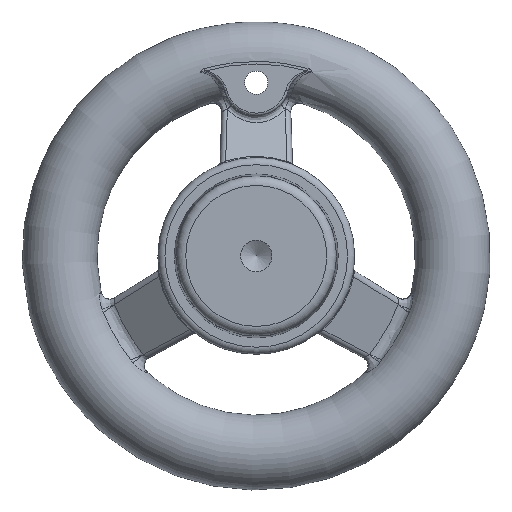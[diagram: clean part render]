
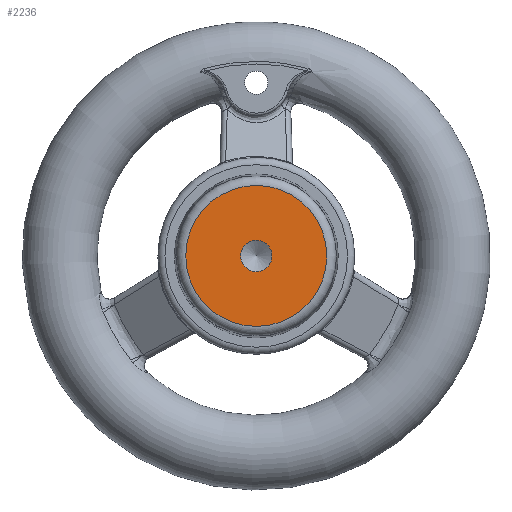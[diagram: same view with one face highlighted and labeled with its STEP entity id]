
A CAD part, front view. The second image highlights one B-rep face of the part: STEP entity #2236.
In plain terms, the highlighted planar face has unit normal (0, -1, 0).
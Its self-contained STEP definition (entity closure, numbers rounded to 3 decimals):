
#378=PLANE('',#2403);
#415=FACE_BOUND('',#623,.T.);
#460=FACE_OUTER_BOUND('',#622,.T.);
#622=EDGE_LOOP('',(#1510));
#623=EDGE_LOOP('',(#1511));
#794=CIRCLE('',#2399,3.35);
#795=CIRCLE('',#2401,15.055);
#930=VERTEX_POINT('',#3085);
#931=VERTEX_POINT('',#3088);
#1143=EDGE_CURVE('',#930,#930,#794,.T.);
#1144=EDGE_CURVE('',#931,#931,#795,.T.);
#1510=ORIENTED_EDGE('',*,*,#1144,.F.);
#1511=ORIENTED_EDGE('',*,*,#1143,.T.);
#2236=ADVANCED_FACE('',(#460,#415),#378,.T.);
#2399=AXIS2_PLACEMENT_3D('',#3086,#2618,#2619);
#2401=AXIS2_PLACEMENT_3D('',#3089,#2622,#2623);
#2403=AXIS2_PLACEMENT_3D('',#3092,#2626,#2627);
#2618=DIRECTION('center_axis',(0.,1.,0.));
#2619=DIRECTION('ref_axis',(1.,0.,0.));
#2622=DIRECTION('center_axis',(0.,1.,0.));
#2623=DIRECTION('ref_axis',(1.,0.,0.));
#2626=DIRECTION('center_axis',(0.,-1.,0.));
#2627=DIRECTION('ref_axis',(0.,0.,-1.));
#3085=CARTESIAN_POINT('',(3.35,-28.,0.));
#3086=CARTESIAN_POINT('Origin',(0.,-28.,0.));
#3088=CARTESIAN_POINT('',(-15.055,-28.,0.));
#3089=CARTESIAN_POINT('Origin',(0.,-28.,0.));
#3092=CARTESIAN_POINT('Origin',(-17.,-28.,0.));
